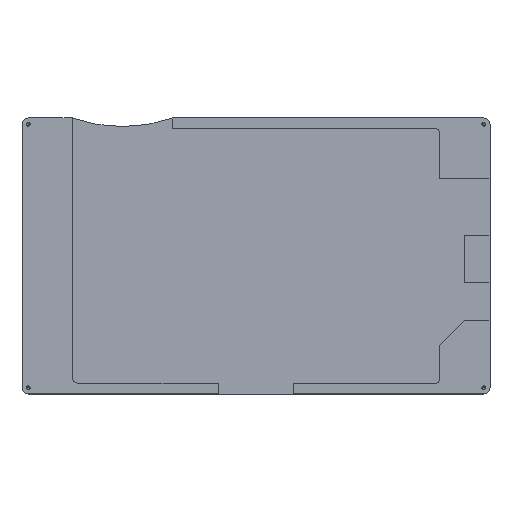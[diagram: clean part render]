
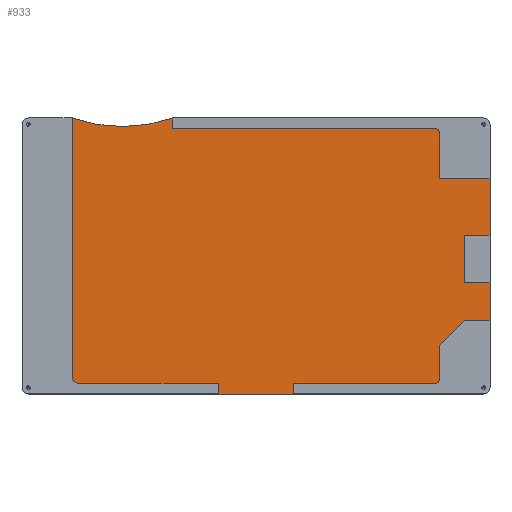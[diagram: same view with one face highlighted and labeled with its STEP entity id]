
A CAD part, top view. The second image highlights one B-rep face of the part: STEP entity #933.
In plain terms, the highlighted planar face has unit normal (0, 0, 1).
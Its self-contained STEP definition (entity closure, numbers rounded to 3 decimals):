
#71=DIRECTION('',(0.,-1.,0.));
#72=VECTOR('',#71,206.5);
#73=CARTESIAN_POINT('',(-146.5,110.,-1.5));
#74=LINE('',#73,#72);
#83=DIRECTION('',(1.,0.,0.));
#84=VECTOR('',#83,20.);
#85=CARTESIAN_POINT('',(166.5,-51.5,-1.5));
#86=LINE('',#85,#84);
#87=DIRECTION('',(0.,1.,0.));
#88=VECTOR('',#87,26.);
#89=CARTESIAN_POINT('',(146.5,-97.5,-1.5));
#90=LINE('',#89,#88);
#91=CARTESIAN_POINT('',(142.5,-97.5,-1.5));
#92=DIRECTION('',(0.,0.,1.));
#93=DIRECTION('',(0.,-1.,0.));
#94=AXIS2_PLACEMENT_3D('',#91,#92,#93);
#96=DIRECTION('',(1.,0.,0.));
#97=VECTOR('',#96,112.5);
#98=CARTESIAN_POINT('',(30.,-101.5,-1.5));
#99=LINE('',#98,#97);
#100=DIRECTION('',(0.,1.,0.));
#101=VECTOR('',#100,8.5);
#102=CARTESIAN_POINT('',(30.,-110.,-1.5));
#103=LINE('',#102,#101);
#104=DIRECTION('',(0.,-1.,0.));
#105=VECTOR('',#104,8.5);
#106=CARTESIAN_POINT('',(-30.,-101.5,-1.5));
#107=LINE('',#106,#105);
#108=DIRECTION('',(1.,0.,0.));
#109=VECTOR('',#108,111.5);
#110=CARTESIAN_POINT('',(-141.5,-101.5,-1.5));
#111=LINE('',#110,#109);
#112=CARTESIAN_POINT('',(-141.5,-96.5,-1.5));
#113=DIRECTION('',(0.,0.,1.));
#114=DIRECTION('',(-1.,0.,0.));
#115=AXIS2_PLACEMENT_3D('',#112,#113,#114);
#117=CARTESIAN_POINT('',(-106.5,223.137,-1.5));
#118=DIRECTION('',(0.,0.,1.));
#119=DIRECTION('',(-0.333,-0.943,0.));
#120=AXIS2_PLACEMENT_3D('',#117,#118,#119);
#122=DIRECTION('',(0.,1.,0.));
#123=VECTOR('',#122,8.5);
#124=CARTESIAN_POINT('',(-66.5,101.5,-1.5));
#125=LINE('',#124,#123);
#126=DIRECTION('',(-1.,0.,0.));
#127=VECTOR('',#126,209.);
#128=CARTESIAN_POINT('',(142.5,101.5,-1.5));
#129=LINE('',#128,#127);
#130=CARTESIAN_POINT('',(142.5,97.5,-1.5));
#131=DIRECTION('',(0.,0.,1.));
#132=DIRECTION('',(1.,0.,0.));
#133=AXIS2_PLACEMENT_3D('',#130,#131,#132);
#135=DIRECTION('',(0.,1.,0.));
#136=VECTOR('',#135,36.);
#137=CARTESIAN_POINT('',(146.5,61.5,-1.5));
#138=LINE('',#137,#136);
#139=DIRECTION('',(-1.,0.,0.));
#140=VECTOR('',#139,40.);
#141=CARTESIAN_POINT('',(186.5,61.5,-1.5));
#142=LINE('',#141,#140);
#143=DIRECTION('',(1.,0.,0.));
#144=VECTOR('',#143,20.);
#145=CARTESIAN_POINT('',(166.5,16.5,-1.5));
#146=LINE('',#145,#144);
#147=DIRECTION('',(0.,1.,0.));
#148=VECTOR('',#147,38.);
#149=CARTESIAN_POINT('',(166.5,-21.5,-1.5));
#150=LINE('',#149,#148);
#151=DIRECTION('',(-1.,0.,0.));
#152=VECTOR('',#151,20.);
#153=CARTESIAN_POINT('',(186.5,-21.5,-1.5));
#154=LINE('',#153,#152);
#159=DIRECTION('',(0.707,0.707,0.));
#160=VECTOR('',#159,28.284);
#161=CARTESIAN_POINT('',(146.5,-71.5,-1.5));
#162=LINE('',#161,#160);
#354=DIRECTION('',(0.,1.,0.));
#355=VECTOR('',#354,45.);
#356=CARTESIAN_POINT('',(186.5,16.5,-1.5));
#357=LINE('',#356,#355);
#374=DIRECTION('',(0.,1.,0.));
#375=VECTOR('',#374,30.);
#376=CARTESIAN_POINT('',(186.5,-51.5,-1.5));
#377=LINE('',#376,#375);
#420=DIRECTION('',(1.,0.,0.));
#421=VECTOR('',#420,60.);
#422=CARTESIAN_POINT('',(-30.,-110.,-1.5));
#423=LINE('',#422,#421);
#678=CARTESIAN_POINT('',(-30.,-110.,-1.5));
#679=VERTEX_POINT('',#678);
#680=CARTESIAN_POINT('',(30.,-110.,-1.5));
#681=VERTEX_POINT('',#680);
#683=CARTESIAN_POINT('',(186.5,16.5,-1.5));
#685=VERTEX_POINT('',#683);
#686=CARTESIAN_POINT('',(186.5,61.5,-1.5));
#687=VERTEX_POINT('',#686);
#689=CARTESIAN_POINT('',(186.5,-51.5,-1.5));
#691=VERTEX_POINT('',#689);
#693=CARTESIAN_POINT('',(186.5,-21.5,-1.5));
#695=VERTEX_POINT('',#693);
#696=CARTESIAN_POINT('',(-66.5,101.5,-1.5));
#697=VERTEX_POINT('',#696);
#698=CARTESIAN_POINT('',(-30.,-101.5,-1.5));
#699=VERTEX_POINT('',#698);
#700=CARTESIAN_POINT('',(30.,-101.5,-1.5));
#701=VERTEX_POINT('',#700);
#702=CARTESIAN_POINT('',(146.5,61.5,-1.5));
#703=VERTEX_POINT('',#702);
#746=CARTESIAN_POINT('',(146.5,97.5,-1.5));
#747=CARTESIAN_POINT('',(142.5,101.5,-1.5));
#748=VERTEX_POINT('',#746);
#749=VERTEX_POINT('',#747);
#754=CARTESIAN_POINT('',(-146.5,-96.5,-1.5));
#755=CARTESIAN_POINT('',(-141.5,-101.5,-1.5));
#756=VERTEX_POINT('',#754);
#757=VERTEX_POINT('',#755);
#762=CARTESIAN_POINT('',(142.5,-101.5,-1.5));
#763=CARTESIAN_POINT('',(146.5,-97.5,-1.5));
#764=VERTEX_POINT('',#762);
#765=VERTEX_POINT('',#763);
#774=CARTESIAN_POINT('',(166.5,16.5,-1.5));
#775=VERTEX_POINT('',#774);
#776=CARTESIAN_POINT('',(166.5,-21.5,-1.5));
#777=VERTEX_POINT('',#776);
#782=CARTESIAN_POINT('',(-146.5,110.,-1.5));
#783=VERTEX_POINT('',#782);
#784=CARTESIAN_POINT('',(-66.5,110.,-1.5));
#785=VERTEX_POINT('',#784);
#787=CARTESIAN_POINT('',(166.5,-51.5,-1.5));
#789=VERTEX_POINT('',#787);
#792=CARTESIAN_POINT('',(146.5,-71.5,-1.5));
#793=VERTEX_POINT('',#792);
#884=CARTESIAN_POINT('',(0.,0.,-1.5));
#885=DIRECTION('',(0.,0.,1.));
#886=DIRECTION('',(1.,0.,0.));
#887=AXIS2_PLACEMENT_3D('',#884,#885,#886);
#888=PLANE('',#887);
#890=ORIENTED_EDGE('',*,*,#889,.F.);
#892=ORIENTED_EDGE('',*,*,#891,.F.);
#894=ORIENTED_EDGE('',*,*,#893,.F.);
#896=ORIENTED_EDGE('',*,*,#895,.F.);
#898=ORIENTED_EDGE('',*,*,#897,.F.);
#900=ORIENTED_EDGE('',*,*,#899,.F.);
#902=ORIENTED_EDGE('',*,*,#901,.F.);
#904=ORIENTED_EDGE('',*,*,#903,.F.);
#906=ORIENTED_EDGE('',*,*,#905,.F.);
#908=ORIENTED_EDGE('',*,*,#907,.F.);
#909=ORIENTED_EDGE('',*,*,#875,.F.);
#910=ORIENTED_EDGE('',*,*,#830,.T.);
#912=ORIENTED_EDGE('',*,*,#911,.F.);
#914=ORIENTED_EDGE('',*,*,#913,.F.);
#916=ORIENTED_EDGE('',*,*,#915,.F.);
#918=ORIENTED_EDGE('',*,*,#917,.F.);
#920=ORIENTED_EDGE('',*,*,#919,.F.);
#922=ORIENTED_EDGE('',*,*,#921,.F.);
#924=ORIENTED_EDGE('',*,*,#923,.F.);
#926=ORIENTED_EDGE('',*,*,#925,.F.);
#928=ORIENTED_EDGE('',*,*,#927,.F.);
#930=ORIENTED_EDGE('',*,*,#929,.F.);
#931=EDGE_LOOP('',(#890,#892,#894,#896,#898,#900,#902,#904,#906,#908,#909,#910,
#912,#914,#916,#918,#920,#922,#924,#926,#928,#930));
#932=FACE_OUTER_BOUND('',#931,.F.);
#933=ADVANCED_FACE('',(#932),#888,.T.);
#95=CIRCLE('',#94,4.);
#116=CIRCLE('',#115,5.);
#121=CIRCLE('',#120,120.);
#134=CIRCLE('',#133,4.);
#830=EDGE_CURVE('',#783,#785,#121,.T.);
#875=EDGE_CURVE('',#783,#756,#74,.T.);
#889=EDGE_CURVE('',#789,#691,#86,.T.);
#891=EDGE_CURVE('',#793,#789,#162,.T.);
#893=EDGE_CURVE('',#765,#793,#90,.T.);
#895=EDGE_CURVE('',#764,#765,#95,.T.);
#897=EDGE_CURVE('',#701,#764,#99,.T.);
#899=EDGE_CURVE('',#681,#701,#103,.T.);
#901=EDGE_CURVE('',#679,#681,#423,.T.);
#903=EDGE_CURVE('',#699,#679,#107,.T.);
#905=EDGE_CURVE('',#757,#699,#111,.T.);
#907=EDGE_CURVE('',#756,#757,#116,.T.);
#911=EDGE_CURVE('',#697,#785,#125,.T.);
#913=EDGE_CURVE('',#749,#697,#129,.T.);
#915=EDGE_CURVE('',#748,#749,#134,.T.);
#917=EDGE_CURVE('',#703,#748,#138,.T.);
#919=EDGE_CURVE('',#687,#703,#142,.T.);
#921=EDGE_CURVE('',#685,#687,#357,.T.);
#923=EDGE_CURVE('',#775,#685,#146,.T.);
#925=EDGE_CURVE('',#777,#775,#150,.T.);
#927=EDGE_CURVE('',#695,#777,#154,.T.);
#929=EDGE_CURVE('',#691,#695,#377,.T.);
